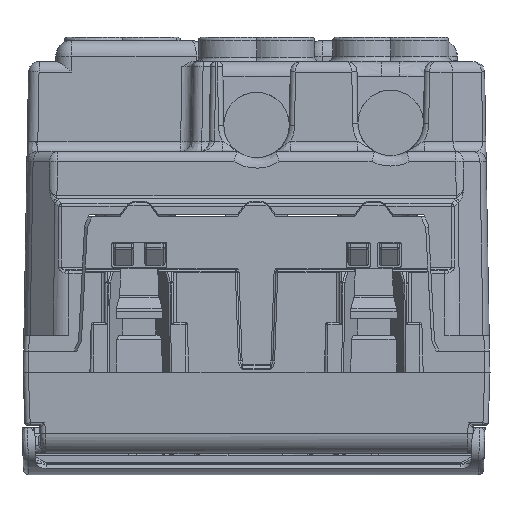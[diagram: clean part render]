
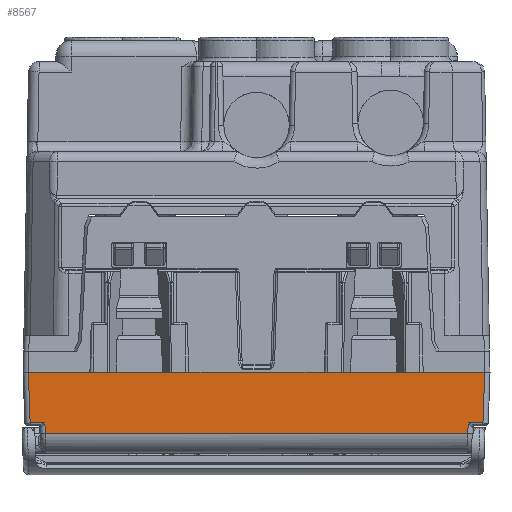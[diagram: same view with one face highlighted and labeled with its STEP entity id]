
A CAD part, front view. The second image highlights one B-rep face of the part: STEP entity #8567.
In plain terms, the highlighted planar face has unit normal (0, -0.999, -0.035).
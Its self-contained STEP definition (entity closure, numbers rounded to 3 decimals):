
#8440=AXIS2_PLACEMENT_3D('Plane Axis2P3D',#8437,#8438,#8439) ;
#3253=CARTESIAN_POINT('Vertex',(-21.6,-22.,-2.)) ;
#3256=CARTESIAN_POINT('Line Origine',(-11.05,-22.,-2.)) ;
#3260=CARTESIAN_POINT('Vertex',(-14.65,-22.,-2.)) ;
#8437=CARTESIAN_POINT('Axis2P3D Location',(0.,-22.,-2.)) ;
#8443=CARTESIAN_POINT('Control Point',(20.032,-21.832,-6.807)) ;
#8444=CARTESIAN_POINT('Control Point',(19.998,-21.799,-7.77)) ;
#8445=CARTESIAN_POINT('Vertex',(20.032,-21.832,-6.807)) ;
#8447=CARTESIAN_POINT('Vertex',(19.998,-21.799,-7.77)) ;
#8450=CARTESIAN_POINT('Line Origine',(0.,-21.832,-6.807)) ;
#8454=CARTESIAN_POINT('Vertex',(21.432,-21.832,-6.807)) ;
#8458=CARTESIAN_POINT('Control Point',(21.432,-21.832,-6.807)) ;
#8459=CARTESIAN_POINT('Control Point',(21.6,-22.,-2.)) ;
#8460=CARTESIAN_POINT('Vertex',(21.6,-22.,-2.)) ;
#8463=CARTESIAN_POINT('Line Origine',(0.,-22.,-2.)) ;
#8467=CARTESIAN_POINT('Vertex',(14.65,-22.,-2.)) ;
#8470=CARTESIAN_POINT('Line Origine',(0.,-22.,-2.)) ;
#8474=CARTESIAN_POINT('Vertex',(14.35,-22.,-2.)) ;
#8477=CARTESIAN_POINT('Line Origine',(0.,-22.,-2.)) ;
#8481=CARTESIAN_POINT('Vertex',(7.85,-22.,-2.)) ;
#8484=CARTESIAN_POINT('Line Origine',(0.,-22.,-2.)) ;
#8488=CARTESIAN_POINT('Vertex',(7.55,-22.,-2.)) ;
#8491=CARTESIAN_POINT('Line Origine',(0.,-22.,-2.)) ;
#8495=CARTESIAN_POINT('Vertex',(0.,-22.,-2.)) ;
#8498=CARTESIAN_POINT('Line Origine',(0.,-22.,-2.)) ;
#8502=CARTESIAN_POINT('Vertex',(-7.55,-22.,-2.)) ;
#8505=CARTESIAN_POINT('Line Origine',(0.,-22.,-2.)) ;
#8509=CARTESIAN_POINT('Vertex',(-7.85,-22.,-2.)) ;
#8512=CARTESIAN_POINT('Line Origine',(0.,-22.,-2.)) ;
#8516=CARTESIAN_POINT('Vertex',(-14.35,-22.,-2.)) ;
#8519=CARTESIAN_POINT('Line Origine',(0.,-22.,-2.)) ;
#8525=CARTESIAN_POINT('Control Point',(-21.432,-21.832,-6.807)) ;
#8526=CARTESIAN_POINT('Control Point',(-21.6,-22.,-2.)) ;
#8527=CARTESIAN_POINT('Vertex',(-21.432,-21.832,-6.807)) ;
#8530=CARTESIAN_POINT('Line Origine',(0.,-21.832,-6.807)) ;
#8534=CARTESIAN_POINT('Vertex',(-20.032,-21.832,-6.807)) ;
#8538=CARTESIAN_POINT('Control Point',(-20.032,-21.832,-6.807)) ;
#8539=CARTESIAN_POINT('Control Point',(-19.998,-21.799,-7.77)) ;
#8540=CARTESIAN_POINT('Vertex',(-19.998,-21.799,-7.77)) ;
#8543=CARTESIAN_POINT('Line Origine',(0.,-21.799,-7.77)) ;
#3257=DIRECTION('Vector Direction',(-1.,0.,0.)) ;
#8438=DIRECTION('Axis2P3D Direction',(0.,0.999,0.035)) ;
#8439=DIRECTION('Axis2P3D XDirection',(-1.,0.,0.)) ;
#8451=DIRECTION('Vector Direction',(-1.,0.,0.)) ;
#8464=DIRECTION('Vector Direction',(-1.,0.,0.)) ;
#8471=DIRECTION('Vector Direction',(-1.,0.,0.)) ;
#8478=DIRECTION('Vector Direction',(-1.,0.,0.)) ;
#8485=DIRECTION('Vector Direction',(-1.,0.,0.)) ;
#8492=DIRECTION('Vector Direction',(-1.,0.,0.)) ;
#8499=DIRECTION('Vector Direction',(-1.,0.,0.)) ;
#8506=DIRECTION('Vector Direction',(-1.,0.,0.)) ;
#8513=DIRECTION('Vector Direction',(-1.,0.,0.)) ;
#8520=DIRECTION('Vector Direction',(-1.,0.,0.)) ;
#8531=DIRECTION('Vector Direction',(-1.,0.,0.)) ;
#8544=DIRECTION('Vector Direction',(-1.,0.,0.)) ;
#3258=VECTOR('Line Direction',#3257,1.) ;
#8452=VECTOR('Line Direction',#8451,1.) ;
#8465=VECTOR('Line Direction',#8464,1.) ;
#8472=VECTOR('Line Direction',#8471,1.) ;
#8479=VECTOR('Line Direction',#8478,1.) ;
#8486=VECTOR('Line Direction',#8485,1.) ;
#8493=VECTOR('Line Direction',#8492,1.) ;
#8500=VECTOR('Line Direction',#8499,1.) ;
#8507=VECTOR('Line Direction',#8506,1.) ;
#8514=VECTOR('Line Direction',#8513,1.) ;
#8521=VECTOR('Line Direction',#8520,1.) ;
#8532=VECTOR('Line Direction',#8531,1.) ;
#8545=VECTOR('Line Direction',#8544,1.) ;
#8549=ORIENTED_EDGE('',*,*,#8449,.F.) ;
#8550=ORIENTED_EDGE('',*,*,#8456,.T.) ;
#8551=ORIENTED_EDGE('',*,*,#8462,.T.) ;
#8552=ORIENTED_EDGE('',*,*,#8469,.T.) ;
#8553=ORIENTED_EDGE('',*,*,#8476,.T.) ;
#8554=ORIENTED_EDGE('',*,*,#8483,.T.) ;
#8555=ORIENTED_EDGE('',*,*,#8490,.T.) ;
#8556=ORIENTED_EDGE('',*,*,#8497,.T.) ;
#8557=ORIENTED_EDGE('',*,*,#8504,.F.) ;
#8558=ORIENTED_EDGE('',*,*,#8511,.T.) ;
#8559=ORIENTED_EDGE('',*,*,#8518,.F.) ;
#8560=ORIENTED_EDGE('',*,*,#8523,.T.) ;
#8561=ORIENTED_EDGE('',*,*,#3262,.F.) ;
#8562=ORIENTED_EDGE('',*,*,#8529,.F.) ;
#8563=ORIENTED_EDGE('',*,*,#8536,.T.) ;
#8564=ORIENTED_EDGE('',*,*,#8542,.T.) ;
#8565=ORIENTED_EDGE('',*,*,#8547,.T.) ;
#8567=ADVANCED_FACE('',(#8566),#8441,.F.) ;
#8442=B_SPLINE_CURVE_WITH_KNOTS('',1,(#8443,#8444),.UNSPECIFIED.,.F.,.U.,(2,2),(1.167,2.131),.UNSPECIFIED.) ;
#8457=B_SPLINE_CURVE_WITH_KNOTS('',1,(#8458,#8459),.UNSPECIFIED.,.F.,.U.,(2,2),(-0.893,3.92),.UNSPECIFIED.) ;
#8524=B_SPLINE_CURVE_WITH_KNOTS('',1,(#8525,#8526),.UNSPECIFIED.,.F.,.U.,(2,2),(-0.893,3.92),.UNSPECIFIED.) ;
#8537=B_SPLINE_CURVE_WITH_KNOTS('',1,(#8538,#8539),.UNSPECIFIED.,.F.,.U.,(2,2),(1.167,2.131),.UNSPECIFIED.) ;
#3262=EDGE_CURVE('',#3254,#3261,#3259,.F.) ;
#8449=EDGE_CURVE('',#8446,#8448,#8442,.T.) ;
#8456=EDGE_CURVE('',#8446,#8455,#8453,.F.) ;
#8462=EDGE_CURVE('',#8455,#8461,#8457,.T.) ;
#8469=EDGE_CURVE('',#8461,#8468,#8466,.T.) ;
#8476=EDGE_CURVE('',#8468,#8475,#8473,.T.) ;
#8483=EDGE_CURVE('',#8475,#8482,#8480,.T.) ;
#8490=EDGE_CURVE('',#8482,#8489,#8487,.T.) ;
#8497=EDGE_CURVE('',#8489,#8496,#8494,.T.) ;
#8504=EDGE_CURVE('',#8503,#8496,#8501,.F.) ;
#8511=EDGE_CURVE('',#8503,#8510,#8508,.T.) ;
#8518=EDGE_CURVE('',#8517,#8510,#8515,.F.) ;
#8523=EDGE_CURVE('',#8517,#3261,#8522,.T.) ;
#8529=EDGE_CURVE('',#8528,#3254,#8524,.T.) ;
#8536=EDGE_CURVE('',#8528,#8535,#8533,.F.) ;
#8542=EDGE_CURVE('',#8535,#8541,#8537,.T.) ;
#8547=EDGE_CURVE('',#8541,#8448,#8546,.F.) ;
#8548=EDGE_LOOP('',(#8549,#8550,#8551,#8552,#8553,#8554,#8555,#8556,#8557,#8558,#8559,#8560,#8561,#8562,#8563,#8564,#8565)) ;
#8566=FACE_OUTER_BOUND('',#8548,.T.) ;
#3259=LINE('Line',#3256,#3258) ;
#8453=LINE('Line',#8450,#8452) ;
#8466=LINE('Line',#8463,#8465) ;
#8473=LINE('Line',#8470,#8472) ;
#8480=LINE('Line',#8477,#8479) ;
#8487=LINE('Line',#8484,#8486) ;
#8494=LINE('Line',#8491,#8493) ;
#8501=LINE('Line',#8498,#8500) ;
#8508=LINE('Line',#8505,#8507) ;
#8515=LINE('Line',#8512,#8514) ;
#8522=LINE('Line',#8519,#8521) ;
#8533=LINE('Line',#8530,#8532) ;
#8546=LINE('Line',#8543,#8545) ;
#8441=PLANE('',#8440) ;
#3254=VERTEX_POINT('',#3253) ;
#3261=VERTEX_POINT('',#3260) ;
#8446=VERTEX_POINT('',#8445) ;
#8448=VERTEX_POINT('',#8447) ;
#8455=VERTEX_POINT('',#8454) ;
#8461=VERTEX_POINT('',#8460) ;
#8468=VERTEX_POINT('',#8467) ;
#8475=VERTEX_POINT('',#8474) ;
#8482=VERTEX_POINT('',#8481) ;
#8489=VERTEX_POINT('',#8488) ;
#8496=VERTEX_POINT('',#8495) ;
#8503=VERTEX_POINT('',#8502) ;
#8510=VERTEX_POINT('',#8509) ;
#8517=VERTEX_POINT('',#8516) ;
#8528=VERTEX_POINT('',#8527) ;
#8535=VERTEX_POINT('',#8534) ;
#8541=VERTEX_POINT('',#8540) ;
